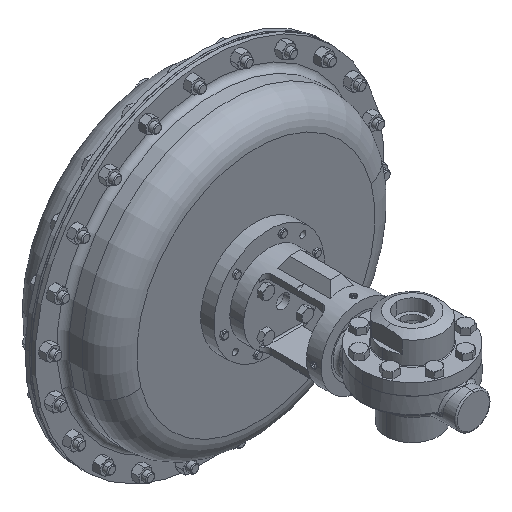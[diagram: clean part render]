
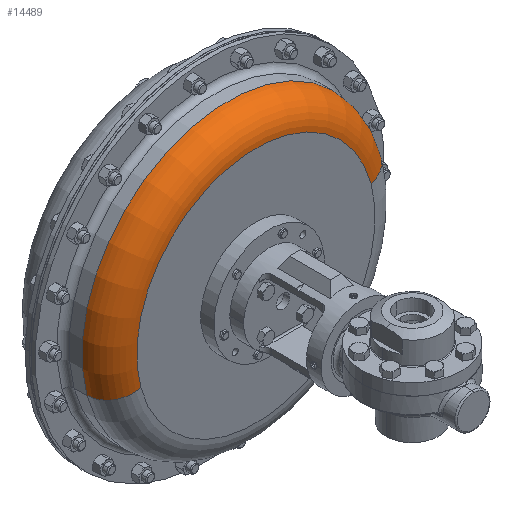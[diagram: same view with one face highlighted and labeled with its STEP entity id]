
A CAD part, isometric view. The second image highlights one B-rep face of the part: STEP entity #14489.
In plain terms, the highlighted toroidal (fillet/blend) face has major radius 130.175 mm and minor radius 29.947 mm.
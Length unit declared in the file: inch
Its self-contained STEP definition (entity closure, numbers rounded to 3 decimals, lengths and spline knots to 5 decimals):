
#701 = DIRECTION ( 'NONE',  ( 1., 0., 0. ) ) ;
#856 = CARTESIAN_POINT ( 'NONE',  ( 0., 2.179, 5.125 ) ) ;
#1105 = ORIENTED_EDGE ( 'NONE', *, *, #18817, .T. ) ;
#1617 = DIRECTION ( 'NONE',  ( -1., 0., 0. ) ) ;
#2001 = CARTESIAN_POINT ( 'NONE',  ( 0., 2.179, 0. ) ) ;
#2997 = CARTESIAN_POINT ( 'NONE',  ( 0., 1., -6.304 ) ) ;
#4044 = DIRECTION ( 'NONE',  ( 0., 0., -1. ) ) ;
#4328 = EDGE_LOOP ( 'NONE', ( #9541, #7413, #1105, #23515 ) ) ;
#4472 = AXIS2_PLACEMENT_3D ( 'NONE', #12640, #701, #14588 ) ;
#5151 = AXIS2_PLACEMENT_3D ( 'NONE', #10044, #23544, #11980 ) ;
#6346 = EDGE_CURVE ( 'NONE', #21102, #20509, #9876, .T. ) ;
#6647 = CIRCLE ( 'NONE', #5151, 6.304 ) ;
#7413 = ORIENTED_EDGE ( 'NONE', *, *, #6346, .T. ) ;
#9541 = ORIENTED_EDGE ( 'NONE', *, *, #16848, .F. ) ;
#9755 = EDGE_CURVE ( 'NONE', #23851, #19908, #6647, .T. ) ;
#9876 = CIRCLE ( 'NONE', #10677, 5.125 ) ;
#10044 = CARTESIAN_POINT ( 'NONE',  ( 0., 1., 0. ) ) ;
#10677 = AXIS2_PLACEMENT_3D ( 'NONE', #2001, #15846, #4044 ) ;
#11618 = AXIS2_PLACEMENT_3D ( 'NONE', #15395, #25001, #21113 ) ;
#11980 = DIRECTION ( 'NONE',  ( 0., 0., -1. ) ) ;
#12640 = CARTESIAN_POINT ( 'NONE',  ( 0., 1., 5.125 ) ) ;
#12641 = CIRCLE ( 'NONE', #4472, 1.179 ) ;
#13553 = CARTESIAN_POINT ( 'NONE',  ( 0., 1., -5.125 ) ) ;
#14489 = ADVANCED_FACE ( 'NONE', ( #21092 ), #20499, .T. ) ;
#14588 = DIRECTION ( 'NONE',  ( 0., 0., -1. ) ) ;
#14772 = AXIS2_PLACEMENT_3D ( 'NONE', #13553, #1617, #15485 ) ;
#14874 = CARTESIAN_POINT ( 'NONE',  ( 0., 1., 6.304 ) ) ;
#15395 = CARTESIAN_POINT ( 'NONE',  ( 0., 1., 0. ) ) ;
#15485 = DIRECTION ( 'NONE',  ( 0., 0., 1. ) ) ;
#15846 = DIRECTION ( 'NONE',  ( 0., -1., 0. ) ) ;
#16430 = CARTESIAN_POINT ( 'NONE',  ( 0., 2.179, -5.125 ) ) ;
#16848 = EDGE_CURVE ( 'NONE', #21102, #23851, #12641, .T. ) ;
#18319 = CIRCLE ( 'NONE', #14772, 1.179 ) ;
#18817 = EDGE_CURVE ( 'NONE', #20509, #19908, #18319, .T. ) ;
#19908 = VERTEX_POINT ( 'NONE', #2997 ) ;
#20499 = TOROIDAL_SURFACE ( 'NONE', #11618, 5.125, 1.179 ) ;
#20509 = VERTEX_POINT ( 'NONE', #16430 ) ;
#21092 = FACE_OUTER_BOUND ( 'NONE', #4328, .T. ) ;
#21102 = VERTEX_POINT ( 'NONE', #856 ) ;
#21113 = DIRECTION ( 'NONE',  ( 0., 0., -1. ) ) ;
#23515 = ORIENTED_EDGE ( 'NONE', *, *, #9755, .F. ) ;
#23544 = DIRECTION ( 'NONE',  ( 0., -1., 0. ) ) ;
#23851 = VERTEX_POINT ( 'NONE', #14874 ) ;
#25001 = DIRECTION ( 'NONE',  ( 0., -1., 0. ) ) ;
